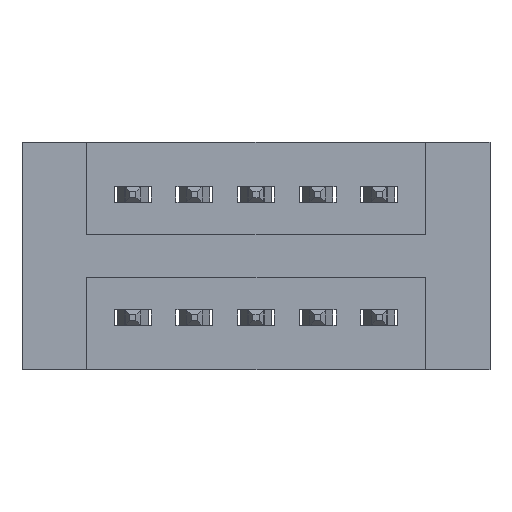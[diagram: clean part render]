
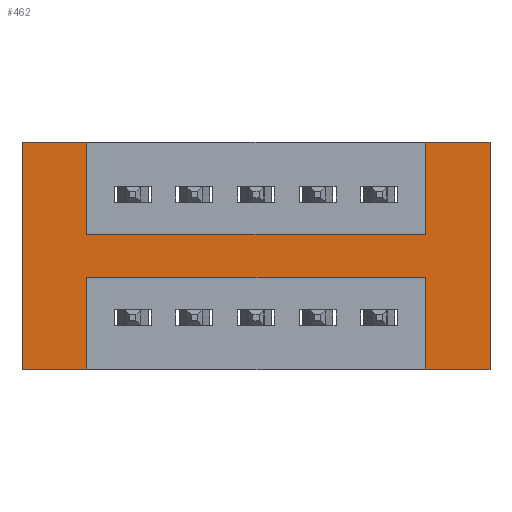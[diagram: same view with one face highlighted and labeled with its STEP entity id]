
A CAD part, front view. The second image highlights one B-rep face of the part: STEP entity #462.
In plain terms, the highlighted planar face has unit normal (0, -1, 0).
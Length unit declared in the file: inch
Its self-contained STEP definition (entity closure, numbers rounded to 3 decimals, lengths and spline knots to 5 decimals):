
#305 = EDGE_CURVE ( 'NONE', #8149, #8612, #1425, .T. ) ;
#353 = CARTESIAN_POINT ( 'NONE',  ( 0.9425, 0., 0. ) ) ;
#354 = CARTESIAN_POINT ( 'NONE',  ( 1.0475, 0., -0.37 ) ) ;
#389 = DIRECTION ( 'NONE',  ( 0., 0., 1. ) ) ;
#426 = ORIENTED_EDGE ( 'NONE', *, *, #8590, .T. ) ;
#454 = EDGE_CURVE ( 'NONE', #3328, #5007, #3965, .T. ) ;
#462 = ADVANCED_FACE ( 'NONE', ( #8555 ), #4313, .T. ) ;
#532 = VECTOR ( 'NONE', #1402, 39.37008 ) ;
#539 = CARTESIAN_POINT ( 'NONE',  ( 0.9425, 0., -0.37 ) ) ;
#810 = CARTESIAN_POINT ( 'NONE',  ( 1.0475, 0., 0. ) ) ;
#910 = LINE ( 'NONE', #7663, #2432 ) ;
#947 = CARTESIAN_POINT ( 'NONE',  ( 0.9425, 0., -0.37 ) ) ;
#1226 = ORIENTED_EDGE ( 'NONE', *, *, #1612, .F. ) ;
#1370 = CARTESIAN_POINT ( 'NONE',  ( 0.3925, 0., -0.22 ) ) ;
#1402 = DIRECTION ( 'NONE',  ( -1., 0., 0. ) ) ;
#1421 = DIRECTION ( 'NONE',  ( 1., 0., 0. ) ) ;
#1425 = LINE ( 'NONE', #5652, #8113 ) ;
#1612 = EDGE_CURVE ( 'NONE', #7459, #3328, #4463, .T. ) ;
#1828 = ORIENTED_EDGE ( 'NONE', *, *, #4288, .F. ) ;
#2070 = CARTESIAN_POINT ( 'NONE',  ( 0.3925, 0., -0.22 ) ) ;
#2432 = VECTOR ( 'NONE', #7607, 39.37008 ) ;
#2441 = CARTESIAN_POINT ( 'NONE',  ( 0.9425, 0., -0.22 ) ) ;
#2473 = EDGE_LOOP ( 'NONE', ( #426, #1828, #6976, #1226, #6066, #4471, #5213, #4909, #4347, #7781, #5901, #8321 ) ) ;
#2649 = EDGE_CURVE ( 'NONE', #8410, #7350, #5958, .T. ) ;
#2705 = EDGE_CURVE ( 'NONE', #4430, #8612, #8480, .T. ) ;
#2707 = VECTOR ( 'NONE', #5208, 39.37008 ) ;
#2807 = CARTESIAN_POINT ( 'NONE',  ( 0.3925, 0., -0.37 ) ) ;
#3136 = VECTOR ( 'NONE', #3848, 39.37008 ) ;
#3213 = VERTEX_POINT ( 'NONE', #947 ) ;
#3272 = DIRECTION ( 'NONE',  ( 0., 0., -1. ) ) ;
#3295 = AXIS2_PLACEMENT_3D ( 'NONE', #4391, #4178, #4155 ) ;
#3328 = VERTEX_POINT ( 'NONE', #7738 ) ;
#3501 = VECTOR ( 'NONE', #6677, 39.37008 ) ;
#3581 = VERTEX_POINT ( 'NONE', #354 ) ;
#3653 = VECTOR ( 'NONE', #8477, 39.37008 ) ;
#3674 = VERTEX_POINT ( 'NONE', #8136 ) ;
#3741 = EDGE_CURVE ( 'NONE', #3581, #3213, #910, .T. ) ;
#3848 = DIRECTION ( 'NONE',  ( 1., 0., 0. ) ) ;
#3913 = EDGE_CURVE ( 'NONE', #3674, #7459, #8371, .T. ) ;
#3941 = CARTESIAN_POINT ( 'NONE',  ( 0., 0., 0. ) ) ;
#3965 = LINE ( 'NONE', #4358, #7043 ) ;
#4000 = VECTOR ( 'NONE', #5778, 39.37008 ) ;
#4123 = LINE ( 'NONE', #5059, #5651 ) ;
#4155 = DIRECTION ( 'NONE',  ( 0., 0., -1. ) ) ;
#4178 = DIRECTION ( 'NONE',  ( 0., -1., 0. ) ) ;
#4288 = EDGE_CURVE ( 'NONE', #5007, #6585, #4860, .T. ) ;
#4313 = PLANE ( 'NONE',  #3295 ) ;
#4347 = ORIENTED_EDGE ( 'NONE', *, *, #6445, .F. ) ;
#4358 = CARTESIAN_POINT ( 'NONE',  ( 0.9425, 0., 0. ) ) ;
#4382 = VECTOR ( 'NONE', #3272, 39.37008 ) ;
#4391 = CARTESIAN_POINT ( 'NONE',  ( 0., 0., -0.37 ) ) ;
#4430 = VERTEX_POINT ( 'NONE', #2807 ) ;
#4443 = DIRECTION ( 'NONE',  ( 0., 0., 1. ) ) ;
#4463 = LINE ( 'NONE', #6916, #2707 ) ;
#4471 = ORIENTED_EDGE ( 'NONE', *, *, #7415, .F. ) ;
#4829 = EDGE_CURVE ( 'NONE', #3213, #8410, #6732, .T. ) ;
#4860 = LINE ( 'NONE', #3941, #3136 ) ;
#4909 = ORIENTED_EDGE ( 'NONE', *, *, #2705, .F. ) ;
#5007 = VERTEX_POINT ( 'NONE', #353 ) ;
#5059 = CARTESIAN_POINT ( 'NONE',  ( 0., 0., 0. ) ) ;
#5208 = DIRECTION ( 'NONE',  ( 1., 0., 0. ) ) ;
#5213 = ORIENTED_EDGE ( 'NONE', *, *, #305, .T. ) ;
#5651 = VECTOR ( 'NONE', #1421, 39.37008 ) ;
#5652 = CARTESIAN_POINT ( 'NONE',  ( 0.2875, 0., 0. ) ) ;
#5681 = DIRECTION ( 'NONE',  ( 0., 0., -1. ) ) ;
#5778 = DIRECTION ( 'NONE',  ( 0., 0., 1. ) ) ;
#5898 = LINE ( 'NONE', #810, #4000 ) ;
#5901 = ORIENTED_EDGE ( 'NONE', *, *, #4829, .F. ) ;
#5958 = LINE ( 'NONE', #1370, #532 ) ;
#6066 = ORIENTED_EDGE ( 'NONE', *, *, #3913, .F. ) ;
#6445 = EDGE_CURVE ( 'NONE', #7350, #4430, #7562, .T. ) ;
#6474 = CARTESIAN_POINT ( 'NONE',  ( 0.3925, 0., -0.37 ) ) ;
#6585 = VERTEX_POINT ( 'NONE', #8333 ) ;
#6677 = DIRECTION ( 'NONE',  ( 0., 0., -1. ) ) ;
#6732 = LINE ( 'NONE', #539, #7915 ) ;
#6883 = CARTESIAN_POINT ( 'NONE',  ( 0.3925, 0., 0. ) ) ;
#6916 = CARTESIAN_POINT ( 'NONE',  ( 0.3925, 0., -0.15 ) ) ;
#6976 = ORIENTED_EDGE ( 'NONE', *, *, #454, .F. ) ;
#7043 = VECTOR ( 'NONE', #4443, 39.37008 ) ;
#7350 = VERTEX_POINT ( 'NONE', #2070 ) ;
#7386 = CARTESIAN_POINT ( 'NONE',  ( 0.3925, 0., -0.15 ) ) ;
#7415 = EDGE_CURVE ( 'NONE', #8149, #3674, #4123, .T. ) ;
#7459 = VERTEX_POINT ( 'NONE', #7386 ) ;
#7546 = CARTESIAN_POINT ( 'NONE',  ( 0.2875, 0., -0.37 ) ) ;
#7562 = LINE ( 'NONE', #6474, #4382 ) ;
#7607 = DIRECTION ( 'NONE',  ( -1., 0., 0. ) ) ;
#7663 = CARTESIAN_POINT ( 'NONE',  ( 0., 0., -0.37 ) ) ;
#7738 = CARTESIAN_POINT ( 'NONE',  ( 0.9425, 0., -0.15 ) ) ;
#7781 = ORIENTED_EDGE ( 'NONE', *, *, #2649, .F. ) ;
#7915 = VECTOR ( 'NONE', #389, 39.37008 ) ;
#8113 = VECTOR ( 'NONE', #5681, 39.37008 ) ;
#8136 = CARTESIAN_POINT ( 'NONE',  ( 0.3925, 0., 0. ) ) ;
#8149 = VERTEX_POINT ( 'NONE', #8514 ) ;
#8321 = ORIENTED_EDGE ( 'NONE', *, *, #3741, .F. ) ;
#8333 = CARTESIAN_POINT ( 'NONE',  ( 1.0475, 0., 0. ) ) ;
#8371 = LINE ( 'NONE', #6883, #3501 ) ;
#8410 = VERTEX_POINT ( 'NONE', #2441 ) ;
#8466 = CARTESIAN_POINT ( 'NONE',  ( 0., 0., -0.37 ) ) ;
#8477 = DIRECTION ( 'NONE',  ( -1., 0., 0. ) ) ;
#8480 = LINE ( 'NONE', #8466, #3653 ) ;
#8514 = CARTESIAN_POINT ( 'NONE',  ( 0.2875, 0., 0. ) ) ;
#8555 = FACE_OUTER_BOUND ( 'NONE', #2473, .T. ) ;
#8590 = EDGE_CURVE ( 'NONE', #3581, #6585, #5898, .T. ) ;
#8612 = VERTEX_POINT ( 'NONE', #7546 ) ;
